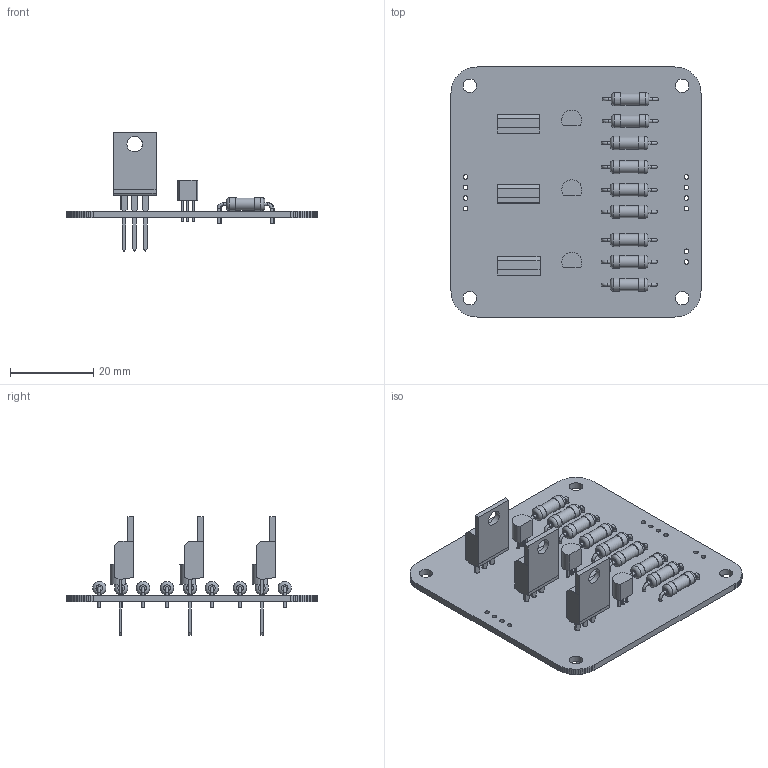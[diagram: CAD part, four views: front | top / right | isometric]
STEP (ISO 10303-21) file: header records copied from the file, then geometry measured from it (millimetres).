
FILE_DESCRIPTION(('KiCad electronic assembly'),'2;1');
FILE_NAME('StackLight.step','2023-11-18T00:30:02',('Pcbnew'),('Kicad'), 'Open CASCADE STEP processor 7.7','KiCad to STEP converter','Unknown' );
FILE_SCHEMA(('AUTOMOTIVE_DESIGN { 1 0 10303 214 1 1 1 1 }'));
Length unit declared in the file: millimetre
Products named in the file (8): StackLight 1; TO-220-3_Vertical; SOLID; R_Axial_DIN0309_L9.0mm_D3.2mm_P12.70mm_Horizontal; TO-92_Inline; StackLight PCB
Assembly tree (19 placements, depth 3):
  StackLight 1
    TO-220-3_Vertical  x3
      SOLID
    R_Axial_DIN0309_L9.0mm_D3.2mm_P12.70mm_Horizontal  x9
      SOLID
    TO-92_Inline  x3
      SOLID
    StackLight PCB
Bounding box: 60 x 60 x 28.52 mm (x, y, z)
Volume: 7831.9 mm3; surface area: 10916.9 mm2
Topology: 16 solids, 16 shells, 490 faces, 1185 edges, 772 vertices
Faces by surface type: plane 335, cylinder 119, torus 36
Full cylindrical faces by diameter (mm): 0.7 x36, 0.75 x9, 0.8 x18, 1.1 x19, 2.88 x9, 3.2 x22, 3.735 x3
Entity records: 16284 total; most frequent: CARTESIAN_POINT 3137, DIRECTION 2320, LINE 1589, VECTOR 1589, ORIENTED_EDGE 1218, PCURVE 1218, DEFINITIONAL_REPRESENTATION 1218, EDGE_CURVE 609
